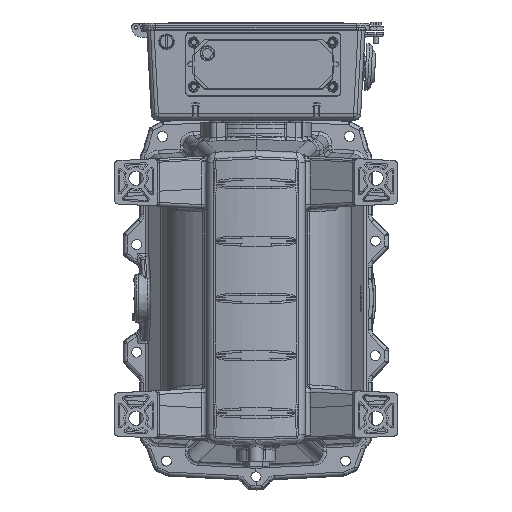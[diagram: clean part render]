
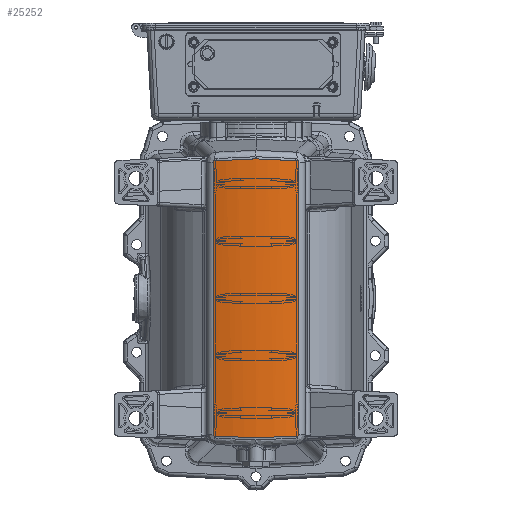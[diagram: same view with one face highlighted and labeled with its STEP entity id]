
A CAD part, front view. The second image highlights one B-rep face of the part: STEP entity #25252.
In plain terms, the highlighted cylindrical face has radius 240 mm (diameter 480 mm), a partial arc.
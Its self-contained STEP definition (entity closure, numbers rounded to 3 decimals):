
#2897=CARTESIAN_POINT('',(57.423,16.971,192.171));
#2898=CARTESIAN_POINT('',(51.203,15.438,192.405));
#2899=CARTESIAN_POINT('',(38.617,12.865,192.904));
#2900=CARTESIAN_POINT('',(19.394,10.523,193.746));
#2901=CARTESIAN_POINT('',(6.471,10.,194.364));
#2902=CARTESIAN_POINT('',(0.,10.,
194.687));
#2904=CARTESIAN_POINT('',(59.441,17.477,190.2));
#2905=CARTESIAN_POINT('',(59.441,17.477,190.371));
#2906=CARTESIAN_POINT('',(59.397,17.466,190.7));
#2907=CARTESIAN_POINT('',(59.195,17.415,191.175));
#2908=CARTESIAN_POINT('',(58.873,17.333,191.583));
#2909=CARTESIAN_POINT('',(58.452,17.227,191.901));
#2910=CARTESIAN_POINT('',(57.954,17.102,192.109));
#2911=CARTESIAN_POINT('',(57.604,17.016,192.164));
#2912=CARTESIAN_POINT('',(57.423,16.971,192.171));
#2914=DIRECTION('',(0.,0.,1.));
#2915=VECTOR('',#2914,380.401);
#2916=CARTESIAN_POINT('',(59.441,17.477,-190.2));
#2917=LINE('',#2916,#2915);
#2918=CARTESIAN_POINT('',(57.423,16.971,-192.171));
#2919=CARTESIAN_POINT('',(57.604,17.016,-192.164));
#2920=CARTESIAN_POINT('',(57.954,17.102,-192.109));
#2921=CARTESIAN_POINT('',(58.452,17.227,-191.901));
#2922=CARTESIAN_POINT('',(58.873,17.333,-191.583));
#2923=CARTESIAN_POINT('',(59.195,17.415,-191.175));
#2924=CARTESIAN_POINT('',(59.397,17.466,-190.7));
#2925=CARTESIAN_POINT('',(59.441,17.477,-190.371));
#2926=CARTESIAN_POINT('',(59.441,17.477,-190.2));
#2928=CARTESIAN_POINT('',(0.,10.,
-194.687));
#2929=CARTESIAN_POINT('',(6.471,10.,-194.364));
#2930=CARTESIAN_POINT('',(19.394,10.523,-193.746));
#2931=CARTESIAN_POINT('',(38.617,12.865,-192.904));
#2932=CARTESIAN_POINT('',(51.203,15.438,-192.405));
#2933=CARTESIAN_POINT('',(57.423,16.971,-192.171));
#2935=CARTESIAN_POINT('',(-57.423,16.971,
-192.171));
#2936=CARTESIAN_POINT('',(-51.203,15.438,
-192.405));
#2937=CARTESIAN_POINT('',(-38.617,12.865,
-192.904));
#2938=CARTESIAN_POINT('',(-19.394,10.523,
-193.746));
#2939=CARTESIAN_POINT('',(-6.471,10.,
-194.364));
#2940=CARTESIAN_POINT('',(0.,10.,
-194.687));
#2942=CARTESIAN_POINT('',(-59.441,17.477,
-190.2));
#2943=CARTESIAN_POINT('',(-59.441,17.477,
-190.371));
#2944=CARTESIAN_POINT('',(-59.397,17.466,
-190.7));
#2945=CARTESIAN_POINT('',(-59.195,17.415,
-191.175));
#2946=CARTESIAN_POINT('',(-58.873,17.333,
-191.583));
#2947=CARTESIAN_POINT('',(-58.452,17.227,
-191.901));
#2948=CARTESIAN_POINT('',(-57.954,17.102,
-192.109));
#2949=CARTESIAN_POINT('',(-57.604,17.016,
-192.164));
#2950=CARTESIAN_POINT('',(-57.423,16.971,
-192.171));
#2952=DIRECTION('',(0.,0.,-1.));
#2953=VECTOR('',#2952,380.401);
#2954=CARTESIAN_POINT('',(-59.441,17.477,190.2));
#2955=LINE('',#2954,#2953);
#2956=CARTESIAN_POINT('',(-57.423,16.971,192.171));
#2957=CARTESIAN_POINT('',(-57.604,17.016,192.164));
#2958=CARTESIAN_POINT('',(-57.954,17.102,192.109));
#2959=CARTESIAN_POINT('',(-58.452,17.227,191.901));
#2960=CARTESIAN_POINT('',(-58.873,17.333,191.583));
#2961=CARTESIAN_POINT('',(-59.195,17.415,191.175));
#2962=CARTESIAN_POINT('',(-59.397,17.466,190.7));
#2963=CARTESIAN_POINT('',(-59.441,17.477,190.371));
#2964=CARTESIAN_POINT('',(-59.441,17.477,190.2));
#2966=CARTESIAN_POINT('',(0.,10.,
194.687));
#2967=CARTESIAN_POINT('',(-6.471,10.,194.364));
#2968=CARTESIAN_POINT('',(-19.394,10.523,193.746));
#2969=CARTESIAN_POINT('',(-38.617,12.865,192.904));
#2970=CARTESIAN_POINT('',(-51.203,15.438,192.405));
#2971=CARTESIAN_POINT('',(-57.423,16.971,192.171));
#20197=VERTEX_POINT('',#2897);
#20198=VERTEX_POINT('',#2902);
#20199=VERTEX_POINT('',#2904);
#20201=CARTESIAN_POINT('',(59.441,17.477,
-190.2));
#20202=VERTEX_POINT('',#20201);
#20205=VERTEX_POINT('',#2918);
#20207=VERTEX_POINT('',#2928);
#20208=VERTEX_POINT('',#2971);
#20210=VERTEX_POINT('',#2964);
#20212=CARTESIAN_POINT('',(-59.441,17.477,
-190.2));
#20213=VERTEX_POINT('',#20212);
#20216=VERTEX_POINT('',#2950);
#25225=CARTESIAN_POINT('',(0.,250.,-200.5));
#25226=DIRECTION('',(0.,0.,1.));
#25227=DIRECTION('',(1.,0.,0.));
#25228=AXIS2_PLACEMENT_3D('',#25225,#25226,#25227);
#25229=CYLINDRICAL_SURFACE('',#25228,240.);
#25231=ORIENTED_EDGE('',*,*,#25230,.F.);
#25233=ORIENTED_EDGE('',*,*,#25232,.F.);
#25235=ORIENTED_EDGE('',*,*,#25234,.F.);
#25237=ORIENTED_EDGE('',*,*,#25236,.F.);
#25239=ORIENTED_EDGE('',*,*,#25238,.F.);
#25241=ORIENTED_EDGE('',*,*,#25240,.F.);
#25243=ORIENTED_EDGE('',*,*,#25242,.F.);
#25245=ORIENTED_EDGE('',*,*,#25244,.F.);
#25247=ORIENTED_EDGE('',*,*,#25246,.F.);
#25249=ORIENTED_EDGE('',*,*,#25248,.F.);
#25250=EDGE_LOOP('',(#25231,#25233,#25235,#25237,#25239,#25241,#25243,#25245,
#25247,#25249));
#25251=FACE_OUTER_BOUND('',#25250,.F.);
#25252=ADVANCED_FACE('',(#25251),#25229,.T.);
#2903=B_SPLINE_CURVE_WITH_KNOTS('',3,(#2897,#2898,#2899,#2900,#2901,#2902),
.UNSPECIFIED.,.F.,.F.,(4,1,1,4),(0.,0.333,0.667,1.),
.UNSPECIFIED.);
#2913=B_SPLINE_CURVE_WITH_KNOTS('',3,(#2904,#2905,#2906,#2907,#2908,#2909,#2910,
#2911,#2912),.UNSPECIFIED.,.F.,.F.,(4,1,1,1,1,1,4),(0.,0.167,
0.333,0.5,0.667,0.833,1.),
.UNSPECIFIED.);
#2927=B_SPLINE_CURVE_WITH_KNOTS('',3,(#2918,#2919,#2920,#2921,#2922,#2923,#2924,
#2925,#2926),.UNSPECIFIED.,.F.,.F.,(4,1,1,1,1,1,4),(0.,0.167,
0.333,0.5,0.667,0.833,1.),
.UNSPECIFIED.);
#2934=B_SPLINE_CURVE_WITH_KNOTS('',3,(#2928,#2929,#2930,#2931,#2932,#2933),
.UNSPECIFIED.,.F.,.F.,(4,1,1,4),(0.,0.333,0.667,1.),
.UNSPECIFIED.);
#2941=B_SPLINE_CURVE_WITH_KNOTS('',3,(#2935,#2936,#2937,#2938,#2939,#2940),
.UNSPECIFIED.,.F.,.F.,(4,1,1,4),(0.,0.333,0.667,1.),
.UNSPECIFIED.);
#2951=B_SPLINE_CURVE_WITH_KNOTS('',3,(#2942,#2943,#2944,#2945,#2946,#2947,#2948,
#2949,#2950),.UNSPECIFIED.,.F.,.F.,(4,1,1,1,1,1,4),(0.,0.167,
0.333,0.5,0.667,0.833,1.),
.UNSPECIFIED.);
#2965=B_SPLINE_CURVE_WITH_KNOTS('',3,(#2956,#2957,#2958,#2959,#2960,#2961,#2962,
#2963,#2964),.UNSPECIFIED.,.F.,.F.,(4,1,1,1,1,1,4),(0.,0.167,
0.333,0.5,0.667,0.833,1.),
.UNSPECIFIED.);
#2972=B_SPLINE_CURVE_WITH_KNOTS('',3,(#2966,#2967,#2968,#2969,#2970,#2971),
.UNSPECIFIED.,.F.,.F.,(4,1,1,4),(0.,0.333,0.667,1.),
.UNSPECIFIED.);
#25230=EDGE_CURVE('',#20197,#20198,#2903,.T.);
#25232=EDGE_CURVE('',#20199,#20197,#2913,.T.);
#25234=EDGE_CURVE('',#20202,#20199,#2917,.T.);
#25236=EDGE_CURVE('',#20205,#20202,#2927,.T.);
#25238=EDGE_CURVE('',#20207,#20205,#2934,.T.);
#25240=EDGE_CURVE('',#20216,#20207,#2941,.T.);
#25242=EDGE_CURVE('',#20213,#20216,#2951,.T.);
#25244=EDGE_CURVE('',#20210,#20213,#2955,.T.);
#25246=EDGE_CURVE('',#20208,#20210,#2965,.T.);
#25248=EDGE_CURVE('',#20198,#20208,#2972,.T.);
